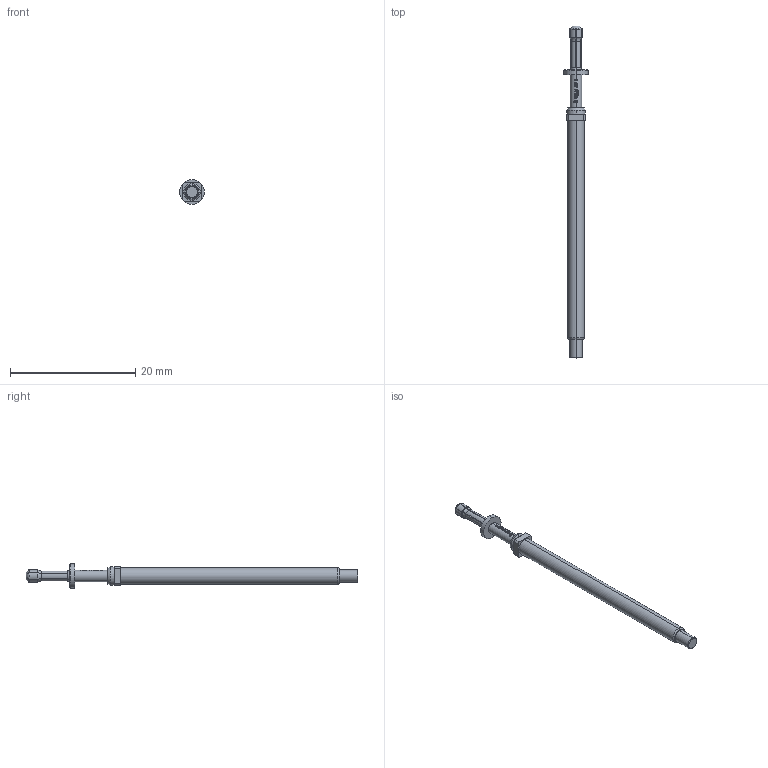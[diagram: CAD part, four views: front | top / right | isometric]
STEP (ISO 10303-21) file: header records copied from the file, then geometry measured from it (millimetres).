
FILE_DESCRIPTION (( 'STEP AP203' ), '1' );
FILE_NAME ('INGUN_T-785_367_200_700_400Axx02M.STEP', '2022-02-14T09:57:52', ( 'ochi' ), ( '' ), 'SwSTEP 2.0', 'SolidWorks 2018', '' );
FILE_SCHEMA (( 'CONFIG_CONTROL_DESIGN' ));
Length unit declared in the file: millimetre
Products named in the file (1): INGUN_T-785_367_200_700_400Axx02M
Bounding box: 3.9 x 53.1 x 3.9 mm (x, y, z)
Volume: 252.3 mm3; surface area: 539.9 mm2
Topology: 1 solids, 1 shells, 211 faces, 575 edges, 374 vertices
Faces by surface type: plane 77, cylinder 54, torus 32, cone 26, bspline 22
Entity records: 7222 total; most frequent: CARTESIAN_POINT 2015, ORIENTED_EDGE 1150, DIRECTION 997, EDGE_CURVE 575, AXIS2_PLACEMENT_3D 402, VERTEX_POINT 374, EDGE_LOOP 219, CIRCLE 212
